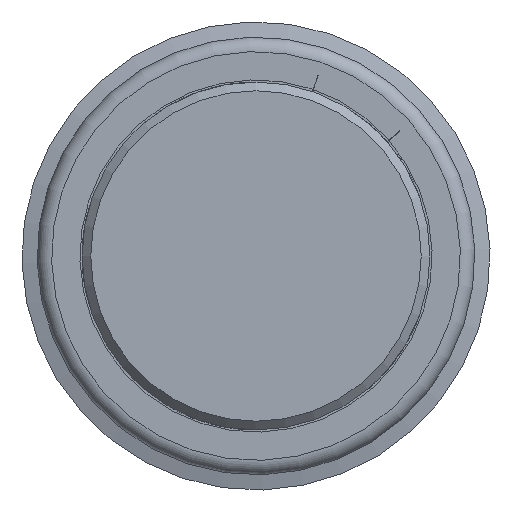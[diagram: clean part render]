
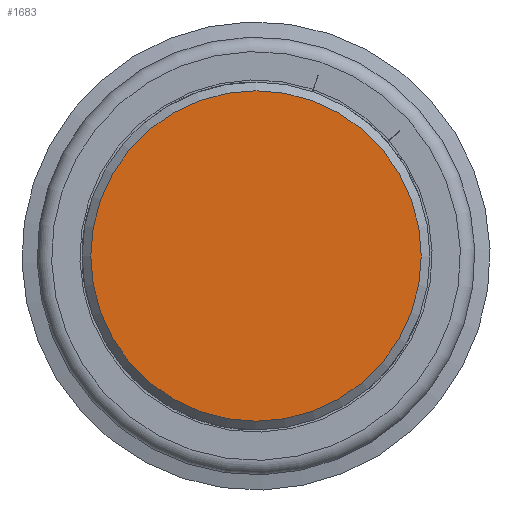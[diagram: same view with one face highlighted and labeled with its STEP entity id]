
A CAD part, left-side view. The second image highlights one B-rep face of the part: STEP entity #1683.
In plain terms, the highlighted planar face has unit normal (-1, 0, 0).
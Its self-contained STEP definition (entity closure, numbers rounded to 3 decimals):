
#1667=CARTESIAN_POINT('',(0.,5.35,0.0));
#1668=DIRECTION('',(-1.0,0.0,0.0));
#1669=DIRECTION('',(0.0,0.0,1.0));
#1670=AXIS2_PLACEMENT_3D('',#1667,#1668,#1669);
#1671=PLANE('',#1670);
#1672=CARTESIAN_POINT('',(0.,5.7,0.0));
#1673=VERTEX_POINT('',#1672);
#1674=CARTESIAN_POINT('',(0.0,0.0,0.0));
#1675=DIRECTION('',(1.0,0.0,0.0));
#1676=DIRECTION('',(0.0,1.0,0.0));
#1677=AXIS2_PLACEMENT_3D('',#1674,#1675,#1676);
#1678=CIRCLE('',#1677,5.7);
#1679=EDGE_CURVE('',#1673,#1673,#1678,.T.);
#1680=ORIENTED_EDGE('',*,*,#1679,.F.);
#1681=EDGE_LOOP('',(#1680));
#1682=FACE_OUTER_BOUND('',#1681,.T.);
#1683=ADVANCED_FACE('',(#1682),#1671,.T.);
